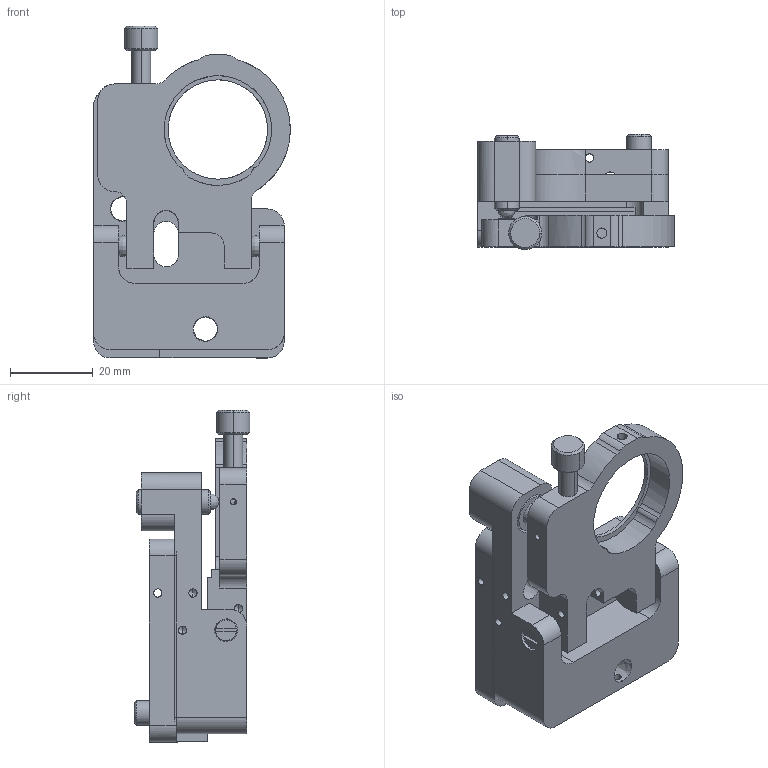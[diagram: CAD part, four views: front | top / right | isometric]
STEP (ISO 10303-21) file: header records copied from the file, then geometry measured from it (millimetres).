
FILE_DESCRIPTION(/* description */ (''),/* implementation_level */ '2;1');
FILE_NAME(/* name */ '01_MMF-RA',/* time_stamp */ '2024-08-12T15:43:18+03:00',/* author */ (''),/* organization */ (''),/* preprocessor_version */ 'ST-DEVELOPER v15',/* originating_system */ '',/* authorisation */ '');
FILE_SCHEMA (('AUTOMOTIVE_DESIGN'));
Length unit declared in the file: millimetre
Products named in the file (1): Document
Bounding box: 47.49 x 27.95 x 80.2 mm (x, y, z)
Volume: 37241.9 mm3; surface area: 22427.1 mm2
Topology: 16 solids, 16 shells, 412 faces, 1107 edges, 709 vertices
Faces by surface type: bspline 279, plane 133
Entity records: 15844 total; most frequent: CARTESIAN_POINT 9794, ORIENTED_EDGE 2142, EDGE_CURVE 1071, VERTEX_POINT 709, EDGE_LOOP 492, ADVANCED_FACE 412, FACE_OUTER_BOUND 412, B_SPLINE_CURVE_WITH_KNOTS 263
